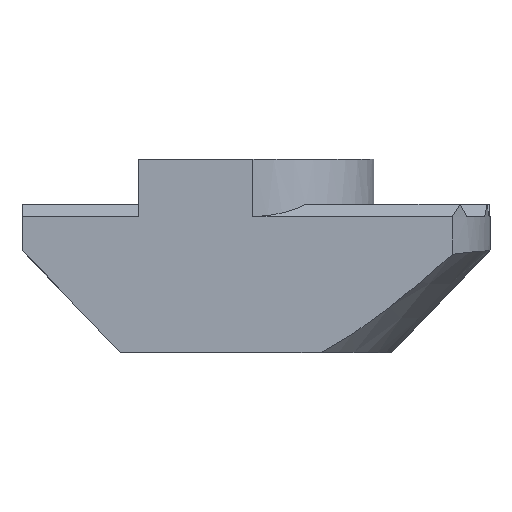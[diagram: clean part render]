
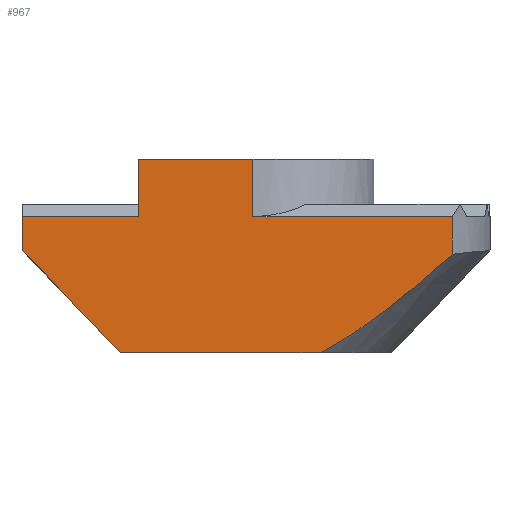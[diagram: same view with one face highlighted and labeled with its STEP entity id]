
A CAD part, top view. The second image highlights one B-rep face of the part: STEP entity #967.
In plain terms, the highlighted planar face has unit normal (0, 0, 1).
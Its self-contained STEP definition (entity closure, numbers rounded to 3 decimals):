
#3 = VERTEX_POINT ( 'NONE', #490 ) ;
#58 = CARTESIAN_POINT ( 'NONE',  ( 5.823, -0.556, 3.95 ) ) ;
#66 = VECTOR ( 'NONE', #1386, 1000. ) ;
#158 = CARTESIAN_POINT ( 'NONE',  ( -7.75, 1.3, 3.95 ) ) ;
#166 = ORIENTED_EDGE ( 'NONE', *, *, #573, .F. ) ;
#190 = CARTESIAN_POINT ( 'NONE',  ( 4.061, -1.986, 3.95 ) ) ;
#223 = EDGE_CURVE ( 'NONE', #732, #977, #1042, .T. ) ;
#240 = LINE ( 'NONE', #664, #1128 ) ;
#247 = VERTEX_POINT ( 'NONE', #281 ) ;
#254 = DIRECTION ( 'NONE',  ( 0., 1., 0. ) ) ;
#257 = DIRECTION ( 'NONE',  ( 1., 0., 0. ) ) ;
#281 = CARTESIAN_POINT ( 'NONE',  ( 2.156, -3.2, 3.95 ) ) ;
#288 = CARTESIAN_POINT ( 'NONE',  ( -0.1, 3.2, 3.95 ) ) ;
#315 = CARTESIAN_POINT ( 'NONE',  ( 6.5, 0.049, 3.95 ) ) ;
#319 = CARTESIAN_POINT ( 'NONE',  ( 5.135, -1.148, 3.95 ) ) ;
#325 = ORIENTED_EDGE ( 'NONE', *, *, #1118, .T. ) ;
#326 = VERTEX_POINT ( 'NONE', #158 ) ;
#399 = CARTESIAN_POINT ( 'NONE',  ( 2.156, -3.2, 3.95 ) ) ;
#446 = LINE ( 'NONE', #696, #66 ) ;
#451 = VERTEX_POINT ( 'NONE', #458 ) ;
#458 = CARTESIAN_POINT ( 'NONE',  ( 6.5, 0.049, 3.95 ) ) ;
#490 = CARTESIAN_POINT ( 'NONE',  ( 6.5, 1.3, 3.95 ) ) ;
#572 = LINE ( 'NONE', #1072, #1123 ) ;
#573 = EDGE_CURVE ( 'NONE', #451, #247, #759, .T. ) ;
#581 = EDGE_CURVE ( 'NONE', #3, #1111, #572, .T. ) ;
#625 = ORIENTED_EDGE ( 'NONE', *, *, #1449, .T. ) ;
#630 = DIRECTION ( 'NONE',  ( 0., -1., 0. ) ) ;
#636 = LINE ( 'NONE', #811, #1399 ) ;
#640 = DIRECTION ( 'NONE',  ( 0.691, -0.723, 0. ) ) ;
#655 = CARTESIAN_POINT ( 'NONE',  ( -0.1, 0., 3.95 ) ) ;
#659 = CARTESIAN_POINT ( 'NONE',  ( 2.947, -2.761, 3.95 ) ) ;
#661 = VERTEX_POINT ( 'NONE', #1176 ) ;
#664 = CARTESIAN_POINT ( 'NONE',  ( -3.9, 3.2, 3.95 ) ) ;
#696 = CARTESIAN_POINT ( 'NONE',  ( -3.9, 1.7, 3.95 ) ) ;
#706 = DIRECTION ( 'NONE',  ( 0., -1., 0. ) ) ;
#725 = CARTESIAN_POINT ( 'NONE',  ( -7.75, 0.2, 3.95 ) ) ;
#732 = VERTEX_POINT ( 'NONE', #725 ) ;
#733 = LINE ( 'NONE', #1318, #886 ) ;
#741 = CARTESIAN_POINT ( 'NONE',  ( -4.5, -3.2, 3.95 ) ) ;
#759 = B_SPLINE_CURVE_WITH_KNOTS ( 'NONE', 3,
 ( #315, #58, #319, #190, #1085, #659, #1425, #399 ),
 .UNSPECIFIED., .F., .F.,
 ( 4, 2, 2, 4 ),
 ( 0.01, 0.013, 0.014, 0.016 ),
 .UNSPECIFIED. ) ;
#761 = LINE ( 'NONE', #1243, #1034 ) ;
#782 = EDGE_CURVE ( 'NONE', #326, #732, #761, .T. ) ;
#807 = DIRECTION ( 'NONE',  ( -1., 0., 0. ) ) ;
#811 = CARTESIAN_POINT ( 'NONE',  ( 4.5, -3.2, 3.95 ) ) ;
#818 = EDGE_LOOP ( 'NONE', ( #1313, #625, #821, #1270, #325, #166, #965, #1342, #1117, #1452 ) ) ;
#821 = ORIENTED_EDGE ( 'NONE', *, *, #782, .T. ) ;
#839 = VECTOR ( 'NONE', #807, 1000. ) ;
#846 = CARTESIAN_POINT ( 'NONE',  ( -3.9, 3.2, 3.95 ) ) ;
#886 = VECTOR ( 'NONE', #630, 1000. ) ;
#895 = EDGE_CURVE ( 'NONE', #3, #451, #733, .T. ) ;
#910 = EDGE_CURVE ( 'NONE', #1201, #1114, #240, .T. ) ;
#918 = AXIS2_PLACEMENT_3D ( 'NONE', #946, #1239, #924 ) ;
#924 = DIRECTION ( 'NONE',  ( -1., 0., 0. ) ) ;
#946 = CARTESIAN_POINT ( 'NONE',  ( 0., 0., 3.95 ) ) ;
#954 = EDGE_CURVE ( 'NONE', #1111, #1201, #1326, .T. ) ;
#965 = ORIENTED_EDGE ( 'NONE', *, *, #895, .F. ) ;
#967 = ADVANCED_FACE ( 'NONE', ( #1431 ), #1156, .F. ) ;
#977 = VERTEX_POINT ( 'NONE', #1131 ) ;
#1034 = VECTOR ( 'NONE', #706, 1000. ) ;
#1042 = LINE ( 'NONE', #741, #1293 ) ;
#1050 = EDGE_CURVE ( 'NONE', #1114, #661, #446, .T. ) ;
#1072 = CARTESIAN_POINT ( 'NONE',  ( 0., 1.3, 3.95 ) ) ;
#1079 = CARTESIAN_POINT ( 'NONE',  ( -0.1, 1.3, 3.95 ) ) ;
#1085 = CARTESIAN_POINT ( 'NONE',  ( 3.697, -2.256, 3.95 ) ) ;
#1106 = VECTOR ( 'NONE', #254, 1000. ) ;
#1111 = VERTEX_POINT ( 'NONE', #1079 ) ;
#1114 = VERTEX_POINT ( 'NONE', #846 ) ;
#1117 = ORIENTED_EDGE ( 'NONE', *, *, #954, .T. ) ;
#1118 = EDGE_CURVE ( 'NONE', #977, #247, #636, .T. ) ;
#1123 = VECTOR ( 'NONE', #1191, 1000. ) ;
#1128 = VECTOR ( 'NONE', #1165, 1000. ) ;
#1130 = LINE ( 'NONE', #1333, #839 ) ;
#1131 = CARTESIAN_POINT ( 'NONE',  ( -4.5, -3.2, 3.95 ) ) ;
#1156 = PLANE ( 'NONE',  #918 ) ;
#1165 = DIRECTION ( 'NONE',  ( -1., 0., 0. ) ) ;
#1176 = CARTESIAN_POINT ( 'NONE',  ( -3.9, 1.3, 3.95 ) ) ;
#1191 = DIRECTION ( 'NONE',  ( -1., 0., 0. ) ) ;
#1201 = VERTEX_POINT ( 'NONE', #288 ) ;
#1239 = DIRECTION ( 'NONE',  ( 0., 0., -1. ) ) ;
#1243 = CARTESIAN_POINT ( 'NONE',  ( -7.75, 0.2, 3.95 ) ) ;
#1270 = ORIENTED_EDGE ( 'NONE', *, *, #223, .T. ) ;
#1293 = VECTOR ( 'NONE', #640, 1000. ) ;
#1313 = ORIENTED_EDGE ( 'NONE', *, *, #1050, .T. ) ;
#1318 = CARTESIAN_POINT ( 'NONE',  ( 6.5, 5.843, 3.95 ) ) ;
#1326 = LINE ( 'NONE', #655, #1106 ) ;
#1333 = CARTESIAN_POINT ( 'NONE',  ( 0., 1.3, 3.95 ) ) ;
#1342 = ORIENTED_EDGE ( 'NONE', *, *, #581, .T. ) ;
#1386 = DIRECTION ( 'NONE',  ( 0., -1., 0. ) ) ;
#1399 = VECTOR ( 'NONE', #257, 1000. ) ;
#1425 = CARTESIAN_POINT ( 'NONE',  ( 2.562, -2.997, 3.95 ) ) ;
#1431 = FACE_OUTER_BOUND ( 'NONE', #818, .T. ) ;
#1449 = EDGE_CURVE ( 'NONE', #661, #326, #1130, .T. ) ;
#1452 = ORIENTED_EDGE ( 'NONE', *, *, #910, .T. ) ;
